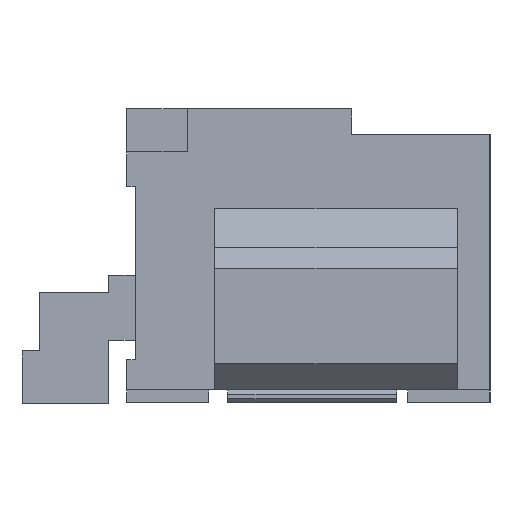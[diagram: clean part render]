
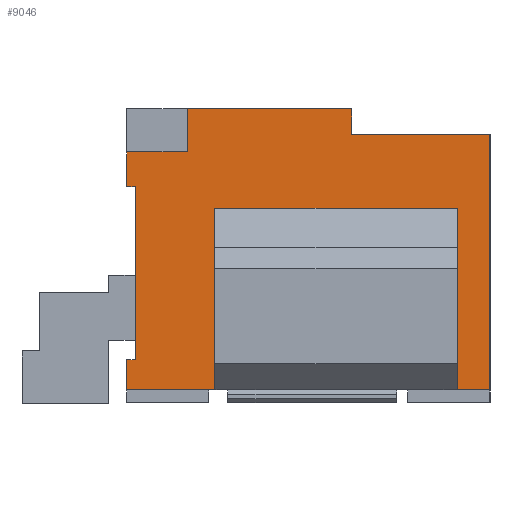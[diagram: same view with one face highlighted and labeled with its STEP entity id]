
A CAD part, left-side view. The second image highlights one B-rep face of the part: STEP entity #9046.
In plain terms, the highlighted planar face has unit normal (-1, 0, 0).
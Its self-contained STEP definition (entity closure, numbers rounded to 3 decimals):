
#1394=ORIENTED_EDGE('',*,*,#2265,.F.);
#1395=ORIENTED_EDGE('',*,*,#2561,.T.);
#1396=ORIENTED_EDGE('',*,*,#2544,.F.);
#1397=ORIENTED_EDGE('',*,*,#2529,.F.);
#1398=ORIENTED_EDGE('',*,*,#2498,.T.);
#1399=ORIENTED_EDGE('',*,*,#2482,.F.);
#1400=ORIENTED_EDGE('',*,*,#2478,.T.);
#1401=ORIENTED_EDGE('',*,*,#2501,.T.);
#1402=ORIENTED_EDGE('',*,*,#2350,.F.);
#1403=ORIENTED_EDGE('',*,*,#2502,.F.);
#1404=ORIENTED_EDGE('',*,*,#2354,.F.);
#1405=ORIENTED_EDGE('',*,*,#2653,.T.);
#1406=ORIENTED_EDGE('',*,*,#2272,.F.);
#1407=ORIENTED_EDGE('',*,*,#2520,.T.);
#1408=ORIENTED_EDGE('',*,*,#2518,.T.);
#1409=ORIENTED_EDGE('',*,*,#2317,.T.);
#2265=EDGE_CURVE('',#3097,#3098,#3825,.T.);
#2272=EDGE_CURVE('',#3104,#3105,#3832,.T.);
#2317=EDGE_CURVE('',#3143,#3098,#3877,.T.);
#2350=EDGE_CURVE('',#3163,#3164,#3910,.T.);
#2354=EDGE_CURVE('',#3167,#3168,#3914,.T.);
#2478=EDGE_CURVE('',#3260,#3259,#4038,.T.);
#2482=EDGE_CURVE('',#3260,#3263,#4042,.T.);
#2498=EDGE_CURVE('',#3264,#3263,#4058,.T.);
#2501=EDGE_CURVE('',#3259,#3164,#4061,.T.);
#2502=EDGE_CURVE('',#3168,#3163,#4062,.T.);
#2518=EDGE_CURVE('',#3273,#3143,#4078,.T.);
#2520=EDGE_CURVE('',#3104,#3273,#4080,.T.);
#2529=EDGE_CURVE('',#3264,#3279,#4089,.T.);
#2544=EDGE_CURVE('',#3279,#3289,#4104,.T.);
#2561=EDGE_CURVE('',#3097,#3289,#4121,.T.);
#2653=EDGE_CURVE('',#3167,#3105,#4213,.T.);
#3097=VERTEX_POINT('',#11864);
#3098=VERTEX_POINT('',#11866);
#3104=VERTEX_POINT('',#11878);
#3105=VERTEX_POINT('',#11880);
#3143=VERTEX_POINT('',#11973);
#3163=VERTEX_POINT('',#12038);
#3164=VERTEX_POINT('',#12039);
#3167=VERTEX_POINT('',#12047);
#3168=VERTEX_POINT('',#12048);
#3259=VERTEX_POINT('',#12306);
#3260=VERTEX_POINT('',#12308);
#3263=VERTEX_POINT('',#12316);
#3264=VERTEX_POINT('',#12320);
#3273=VERTEX_POINT('',#12369);
#3279=VERTEX_POINT('',#12393);
#3289=VERTEX_POINT('',#12423);
#3825=LINE('',#11865,#4765);
#3832=LINE('',#11879,#4772);
#3877=LINE('',#11972,#4817);
#3910=LINE('',#12037,#4850);
#3914=LINE('',#12046,#4854);
#4038=LINE('',#12307,#4978);
#4042=LINE('',#12315,#4982);
#4058=LINE('',#12336,#4998);
#4061=LINE('',#12341,#5001);
#4062=LINE('',#12343,#5002);
#4078=LINE('',#12372,#5018);
#4080=LINE('',#12376,#5020);
#4089=LINE('',#12392,#5029);
#4104=LINE('',#12422,#5044);
#4121=LINE('',#12455,#5061);
#4213=LINE('',#12634,#5153);
#4765=VECTOR('',#10107,1000.);
#4772=VECTOR('',#10114,1000.);
#4817=VECTOR('',#10179,1000.);
#4850=VECTOR('',#10236,1000.);
#4854=VECTOR('',#10242,1000.);
#4978=VECTOR('',#10454,1000.);
#4982=VECTOR('',#10460,1000.);
#4998=VECTOR('',#10478,1000.);
#5001=VECTOR('',#10485,1000.);
#5002=VECTOR('',#10488,1000.);
#5018=VECTOR('',#10514,1000.);
#5020=VECTOR('',#10520,1000.);
#5029=VECTOR('',#10535,1000.);
#5044=VECTOR('',#10560,1000.);
#5061=VECTOR('',#10591,1000.);
#5153=VECTOR('',#10731,1000.);
#5604=EDGE_LOOP('',(#1394,#1395,#1396,#1397,#1398,#1399,#1400,#1401,#1402,
#1403,#1404,#1405,#1406,#1407,#1408,#1409));
#5966=FACE_BOUND('',#5604,.T.);
#6308=PLANE('',#9395);
#9046=ADVANCED_FACE('',(#5966),#6308,.T.);
#9395=AXIS2_PLACEMENT_3D('',#12633,#10729,#10730);
#10107=DIRECTION('',(0.,1.,0.));
#10114=DIRECTION('',(0.,1.,0.));
#10179=DIRECTION('',(0.,0.,-1.));
#10236=DIRECTION('',(0.,1.,0.));
#10242=DIRECTION('',(0.,-1.,0.));
#10454=DIRECTION('',(0.,1.,0.));
#10460=DIRECTION('',(0.,0.,1.));
#10478=DIRECTION('',(0.,1.,0.));
#10485=DIRECTION('',(0.,0.,-1.));
#10488=DIRECTION('',(0.,0.,1.));
#10514=DIRECTION('',(0.,-1.,0.));
#10520=DIRECTION('',(0.,0.,1.));
#10535=DIRECTION('',(0.,0.,-1.));
#10560=DIRECTION('',(0.,-1.,0.));
#10591=DIRECTION('',(0.,0.,1.));
#10729=DIRECTION('',(-1.,0.,0.));
#10730=DIRECTION('',(0.,0.,1.));
#10731=DIRECTION('',(0.,0.,-1.));
#11864=CARTESIAN_POINT('',(-7.125,-2.1,-1.55));
#11865=CARTESIAN_POINT('',(-7.125,0.,-1.55));
#11866=CARTESIAN_POINT('',(-7.125,-1.72,-1.55));
#11878=CARTESIAN_POINT('',(-7.125,1.08,-1.55));
#11879=CARTESIAN_POINT('',(-7.125,0.,-1.55));
#11880=CARTESIAN_POINT('',(-7.125,2.1,-1.55));
#11972=CARTESIAN_POINT('',(-7.125,-1.72,0.1));
#11973=CARTESIAN_POINT('',(-7.125,-1.72,0.55));
#12037=CARTESIAN_POINT('',(-7.125,0.,0.8));
#12038=CARTESIAN_POINT('',(-7.125,2.,0.8));
#12039=CARTESIAN_POINT('',(-7.125,2.1,0.8));
#12046=CARTESIAN_POINT('',(-7.125,0.,-1.2));
#12047=CARTESIAN_POINT('',(-7.125,2.1,-1.2));
#12048=CARTESIAN_POINT('',(-7.125,2.,-1.2));
#12306=CARTESIAN_POINT('',(-7.125,2.1,1.2));
#12307=CARTESIAN_POINT('',(-7.125,1.4,1.2));
#12308=CARTESIAN_POINT('',(-7.125,1.4,1.2));
#12315=CARTESIAN_POINT('',(-7.125,1.4,1.2));
#12316=CARTESIAN_POINT('',(-7.125,1.4,1.7));
#12320=CARTESIAN_POINT('',(-7.125,-0.5,1.7));
#12336=CARTESIAN_POINT('',(-7.125,-2.1,1.7));
#12341=CARTESIAN_POINT('',(-7.125,2.1,1.7));
#12343=CARTESIAN_POINT('',(-7.125,2.,0.));
#12369=CARTESIAN_POINT('',(-7.125,1.08,0.55));
#12372=CARTESIAN_POINT('',(-7.125,-1.72,0.55));
#12376=CARTESIAN_POINT('',(-7.125,1.08,-1.7));
#12392=CARTESIAN_POINT('',(-7.125,-0.5,0.));
#12393=CARTESIAN_POINT('',(-7.125,-0.5,1.4));
#12422=CARTESIAN_POINT('',(-7.125,0.,1.4));
#12423=CARTESIAN_POINT('',(-7.125,-2.1,1.4));
#12455=CARTESIAN_POINT('',(-7.125,-2.1,-1.7));
#12633=CARTESIAN_POINT('',(-7.125,0.,0.));
#12634=CARTESIAN_POINT('',(-7.125,2.1,1.7));
